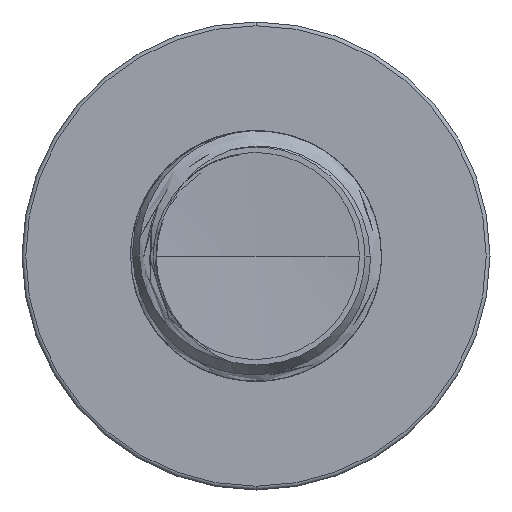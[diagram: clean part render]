
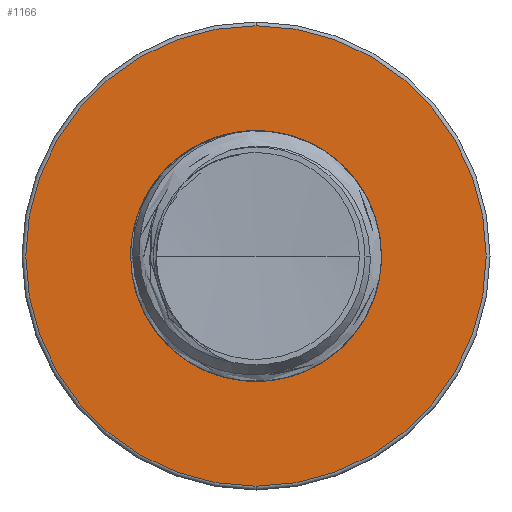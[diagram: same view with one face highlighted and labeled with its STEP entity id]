
A CAD part, front view. The second image highlights one B-rep face of the part: STEP entity #1166.
In plain terms, the highlighted planar face has unit normal (0, -1, 0).
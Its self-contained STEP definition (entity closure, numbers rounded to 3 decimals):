
#832 = FACE_BOUND ( 'NONE', #17688, .T. ) ;
#970 = VERTEX_POINT ( 'NONE', #8700 ) ;
#1166 = ADVANCED_FACE ( 'NONE', ( #20969, #832 ), #5808, .T. ) ;
#1672 = ORIENTED_EDGE ( 'NONE', *, *, #2154, .T. ) ;
#1697 = ORIENTED_EDGE ( 'NONE', *, *, #4711, .T. ) ;
#1794 = ORIENTED_EDGE ( 'NONE', *, *, #24554, .F. ) ;
#1896 = ORIENTED_EDGE ( 'NONE', *, *, #1956, .F. ) ;
#1956 = EDGE_CURVE ( 'NONE', #23993, #13277, #22575, .T. ) ;
#2139 = CARTESIAN_POINT ( 'NONE',  ( 0., 5., -2.755 ) ) ;
#2154 = EDGE_CURVE ( 'NONE', #7619, #970, #16414, .T. ) ;
#4711 = EDGE_CURVE ( 'NONE', #970, #7619, #7429, .T. ) ;
#4798 = AXIS2_PLACEMENT_3D ( 'NONE', #18237, #6030, #20174 ) ;
#5208 = DIRECTION ( 'NONE',  ( 0., 0., -1. ) ) ;
#5213 = DIRECTION ( 'NONE',  ( 0., -1., 0. ) ) ;
#5243 = CARTESIAN_POINT ( 'NONE',  ( 0., 5., 0. ) ) ;
#5748 = DIRECTION ( 'NONE',  ( 0., 0., -1. ) ) ;
#5774 = DIRECTION ( 'NONE',  ( 0., -1., 0. ) ) ;
#5808 = PLANE ( 'NONE',  #21998 ) ;
#5864 = CARTESIAN_POINT ( 'NONE',  ( 0., 5., 1.436 ) ) ;
#6030 = DIRECTION ( 'NONE',  ( 0., -1., 0. ) ) ;
#7429 = CIRCLE ( 'NONE', #4798, 2.755 ) ;
#7619 = VERTEX_POINT ( 'NONE', #2139 ) ;
#8700 = CARTESIAN_POINT ( 'NONE',  ( 0., 5., 2.755 ) ) ;
#10011 = AXIS2_PLACEMENT_3D ( 'NONE', #14364, #14332, #14312 ) ;
#10880 = AXIS2_PLACEMENT_3D ( 'NONE', #22521, #10893, #24300 ) ;
#10893 = DIRECTION ( 'NONE',  ( 0., -1., 0. ) ) ;
#13277 = VERTEX_POINT ( 'NONE', #13379 ) ;
#13379 = CARTESIAN_POINT ( 'NONE',  ( 0., 5., -1.436 ) ) ;
#14312 = DIRECTION ( 'NONE',  ( 0., 0., -1. ) ) ;
#14332 = DIRECTION ( 'NONE',  ( 0., -1., 0. ) ) ;
#14364 = CARTESIAN_POINT ( 'NONE',  ( 0., 5., 0. ) ) ;
#14741 = CIRCLE ( 'NONE', #10880, 1.436 ) ;
#15319 = CARTESIAN_POINT ( 'NONE',  ( 0., 5., 1.436 ) ) ;
#16414 = CIRCLE ( 'NONE', #10011, 2.755 ) ;
#17688 = EDGE_LOOP ( 'NONE', ( #1794, #1896 ) ) ;
#18237 = CARTESIAN_POINT ( 'NONE',  ( 0., 5., 0. ) ) ;
#20174 = DIRECTION ( 'NONE',  ( 0., 0., -1. ) ) ;
#20969 = FACE_OUTER_BOUND ( 'NONE', #21253, .T. ) ;
#21253 = EDGE_LOOP ( 'NONE', ( #1672, #1697 ) ) ;
#21998 = AXIS2_PLACEMENT_3D ( 'NONE', #5864, #5774, #5748 ) ;
#22282 = AXIS2_PLACEMENT_3D ( 'NONE', #5243, #5213, #5208 ) ;
#22521 = CARTESIAN_POINT ( 'NONE',  ( 0., 5., 0. ) ) ;
#22575 = CIRCLE ( 'NONE', #22282, 1.436 ) ;
#23993 = VERTEX_POINT ( 'NONE', #15319 ) ;
#24300 = DIRECTION ( 'NONE',  ( 0., 0., -1. ) ) ;
#24554 = EDGE_CURVE ( 'NONE', #13277, #23993, #14741, .T. ) ;
